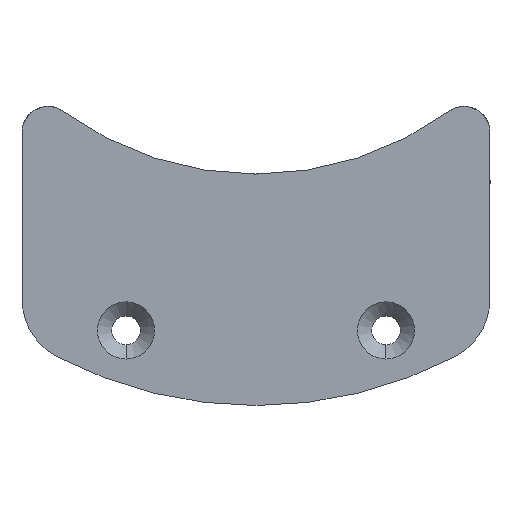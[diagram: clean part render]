
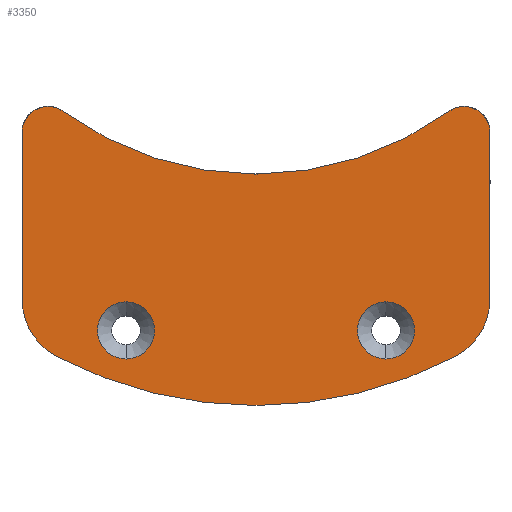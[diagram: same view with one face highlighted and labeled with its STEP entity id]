
A CAD part, front view. The second image highlights one B-rep face of the part: STEP entity #3350.
In plain terms, the highlighted planar face has unit normal (0, -1, 0).
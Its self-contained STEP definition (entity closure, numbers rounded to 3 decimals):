
#173 = CARTESIAN_POINT ( 'NONE',  ( -16., -4.25, -8.996 ) ) ;
#194 = CIRCLE ( 'NONE', #2016, 33. ) ;
#199 = CARTESIAN_POINT ( 'NONE',  ( 16., -4.25, -8.996 ) ) ;
#214 = DIRECTION ( 'NONE',  ( 0., -1., 0. ) ) ;
#286 = EDGE_CURVE ( 'NONE', #2894, #4567, #4226, .T. ) ;
#326 = DIRECTION ( 'NONE',  ( 0., 0., 1. ) ) ;
#332 = AXIS2_PLACEMENT_3D ( 'NONE', #1356, #4284, #3003 ) ;
#377 = DIRECTION ( 'NONE',  ( 0., -1., 0. ) ) ;
#395 = CARTESIAN_POINT ( 'NONE',  ( 16., -4.25, -6.996 ) ) ;
#403 = AXIS2_PLACEMENT_3D ( 'NONE', #2550, #1414, #4313 ) ;
#434 = CARTESIAN_POINT ( 'NONE',  ( 10., -4.25, -22.021 ) ) ;
#435 = DIRECTION ( 'NONE',  ( 0., 0., -1. ) ) ;
#459 = DIRECTION ( 'NONE',  ( 0., 0., -1. ) ) ;
#478 = EDGE_CURVE ( 'NONE', #3827, #1805, #194, .T. ) ;
#693 = EDGE_CURVE ( 'NONE', #1008, #4567, #1863, .T. ) ;
#748 = CARTESIAN_POINT ( 'NONE',  ( 10., -4.25, -26.421 ) ) ;
#894 = CARTESIAN_POINT ( 'NONE',  ( 16., -4.25, -8.996 ) ) ;
#910 = CARTESIAN_POINT ( 'NONE',  ( 10., -4.25, -24.221 ) ) ;
#943 = CARTESIAN_POINT ( 'NONE',  ( 0., -4.25, 3. ) ) ;
#1000 = DIRECTION ( 'NONE',  ( 0., 0., -1. ) ) ;
#1008 = VERTEX_POINT ( 'NONE', #395 ) ;
#1015 = ORIENTED_EDGE ( 'NONE', *, *, #2614, .T. ) ;
#1068 = LINE ( 'NONE', #2882, #3471 ) ;
#1119 = CARTESIAN_POINT ( 'NONE',  ( -10., -4.25, -26.421 ) ) ;
#1153 = VERTEX_POINT ( 'NONE', #1293 ) ;
#1217 = EDGE_CURVE ( 'NONE', #4680, #2733, #2431, .T. ) ;
#1246 = AXIS2_PLACEMENT_3D ( 'NONE', #894, #2034, #2817 ) ;
#1293 = CARTESIAN_POINT ( 'NONE',  ( -15.321, -4.25, -26.228 ) ) ;
#1335 = DIRECTION ( 'NONE',  ( 0., 0., -1. ) ) ;
#1339 = EDGE_CURVE ( 'NONE', #1153, #3827, #1858, .T. ) ;
#1356 = CARTESIAN_POINT ( 'NONE',  ( 13., -4.25, -21.799 ) ) ;
#1414 = DIRECTION ( 'NONE',  ( 0., -1., 0. ) ) ;
#1525 = CARTESIAN_POINT ( 'NONE',  ( -13., -4.25, -21.799 ) ) ;
#1546 = VERTEX_POINT ( 'NONE', #1748 ) ;
#1551 = AXIS2_PLACEMENT_3D ( 'NONE', #4037, #377, #2959 ) ;
#1640 = EDGE_LOOP ( 'NONE', ( #4335, #2291, #2788, #3281, #1724, #2311, #2070, #2263, #1015, #4637, #4633 ) ) ;
#1647 = DIRECTION ( 'NONE',  ( 0., 0., -1. ) ) ;
#1674 = CARTESIAN_POINT ( 'NONE',  ( -18., -4.25, -21.799 ) ) ;
#1706 = EDGE_CURVE ( 'NONE', #2981, #2811, #3621, .T. ) ;
#1709 = CARTESIAN_POINT ( 'NONE',  ( 18., -4.25, -21.799 ) ) ;
#1711 = AXIS2_PLACEMENT_3D ( 'NONE', #1525, #3711, #435 ) ;
#1717 = VERTEX_POINT ( 'NONE', #748 ) ;
#1724 = ORIENTED_EDGE ( 'NONE', *, *, #3699, .T. ) ;
#1748 = CARTESIAN_POINT ( 'NONE',  ( 18., -4.25, -8.996 ) ) ;
#1763 = ORIENTED_EDGE ( 'NONE', *, *, #3055, .F. ) ;
#1805 = VERTEX_POINT ( 'NONE', #2708 ) ;
#1829 = CIRCLE ( 'NONE', #2608, 2.2 ) ;
#1858 = CIRCLE ( 'NONE', #403, 33. ) ;
#1863 = CIRCLE ( 'NONE', #1246, 2. ) ;
#1964 = EDGE_CURVE ( 'NONE', #1717, #3675, #1829, .T. ) ;
#1967 = FACE_BOUND ( 'NONE', #2411, .T. ) ;
#2003 = AXIS2_PLACEMENT_3D ( 'NONE', #199, #4507, #1647 ) ;
#2016 = AXIS2_PLACEMENT_3D ( 'NONE', #943, #4534, #3787 ) ;
#2034 = DIRECTION ( 'NONE',  ( 0., -1., 0. ) ) ;
#2070 = ORIENTED_EDGE ( 'NONE', *, *, #286, .F. ) ;
#2226 = CIRCLE ( 'NONE', #2003, 2. ) ;
#2240 = CIRCLE ( 'NONE', #2790, 2. ) ;
#2263 = ORIENTED_EDGE ( 'NONE', *, *, #4685, .T. ) ;
#2291 = ORIENTED_EDGE ( 'NONE', *, *, #478, .T. ) ;
#2311 = ORIENTED_EDGE ( 'NONE', *, *, #693, .T. ) ;
#2342 = DIRECTION ( 'NONE',  ( 0., -1., 0. ) ) ;
#2411 = EDGE_LOOP ( 'NONE', ( #2842, #3751 ) ) ;
#2431 = LINE ( 'NONE', #2774, #3005 ) ;
#2478 = CARTESIAN_POINT ( 'NONE',  ( -16., -4.25, -6.996 ) ) ;
#2526 = CARTESIAN_POINT ( 'NONE',  ( -10., -4.25, -24.221 ) ) ;
#2550 = CARTESIAN_POINT ( 'NONE',  ( 0., -4.25, 3. ) ) ;
#2608 = AXIS2_PLACEMENT_3D ( 'NONE', #910, #214, #3144 ) ;
#2614 = EDGE_CURVE ( 'NONE', #3572, #4680, #4668, .T. ) ;
#2646 = DIRECTION ( 'NONE',  ( 0., -1., 0. ) ) ;
#2708 = CARTESIAN_POINT ( 'NONE',  ( 15.321, -4.25, -26.228 ) ) ;
#2733 = VERTEX_POINT ( 'NONE', #1674 ) ;
#2774 = CARTESIAN_POINT ( 'NONE',  ( -18., -4.25, 3. ) ) ;
#2788 = ORIENTED_EDGE ( 'NONE', *, *, #3581, .T. ) ;
#2790 = AXIS2_PLACEMENT_3D ( 'NONE', #173, #2342, #3811 ) ;
#2795 = DIRECTION ( 'NONE',  ( 0., -1., 0. ) ) ;
#2811 = VERTEX_POINT ( 'NONE', #1119 ) ;
#2817 = DIRECTION ( 'NONE',  ( 0., 0., -1. ) ) ;
#2842 = ORIENTED_EDGE ( 'NONE', *, *, #1964, .F. ) ;
#2882 = CARTESIAN_POINT ( 'NONE',  ( 18., -4.25, 3. ) ) ;
#2894 = VERTEX_POINT ( 'NONE', #4545 ) ;
#2901 = DIRECTION ( 'NONE',  ( 0., -1., 0. ) ) ;
#2959 = DIRECTION ( 'NONE',  ( 0., 0., -1. ) ) ;
#2981 = VERTEX_POINT ( 'NONE', #4518 ) ;
#3003 = DIRECTION ( 'NONE',  ( 0., 0., -1. ) ) ;
#3005 = VECTOR ( 'NONE', #4498, 1000. ) ;
#3013 = CIRCLE ( 'NONE', #332, 5. ) ;
#3036 = PLANE ( 'NONE',  #3766 ) ;
#3055 = EDGE_CURVE ( 'NONE', #2811, #2981, #4525, .T. ) ;
#3094 = VERTEX_POINT ( 'NONE', #1709 ) ;
#3134 = CARTESIAN_POINT ( 'NONE',  ( 0., -4.25, 3. ) ) ;
#3144 = DIRECTION ( 'NONE',  ( 0., 0., -1. ) ) ;
#3245 = CIRCLE ( 'NONE', #1711, 5. ) ;
#3281 = ORIENTED_EDGE ( 'NONE', *, *, #4131, .T. ) ;
#3322 = AXIS2_PLACEMENT_3D ( 'NONE', #2526, #2901, #1000 ) ;
#3328 = ORIENTED_EDGE ( 'NONE', *, *, #1706, .F. ) ;
#3350 = ADVANCED_FACE ( 'NONE', ( #1967, #3505, #4511 ), #3036, .T. ) ;
#3358 = CARTESIAN_POINT ( 'NONE',  ( 0., -4.25, 13. ) ) ;
#3436 = EDGE_CURVE ( 'NONE', #3675, #1717, #3682, .T. ) ;
#3437 = CARTESIAN_POINT ( 'NONE',  ( -16., -4.25, -8.996 ) ) ;
#3450 = AXIS2_PLACEMENT_3D ( 'NONE', #3437, #2795, #4165 ) ;
#3471 = VECTOR ( 'NONE', #326, 1000. ) ;
#3505 = FACE_BOUND ( 'NONE', #3543, .T. ) ;
#3543 = EDGE_LOOP ( 'NONE', ( #1763, #3328 ) ) ;
#3572 = VERTEX_POINT ( 'NONE', #2478 ) ;
#3581 = EDGE_CURVE ( 'NONE', #1805, #3094, #3013, .T. ) ;
#3611 = AXIS2_PLACEMENT_3D ( 'NONE', #3939, #4622, #1335 ) ;
#3621 = CIRCLE ( 'NONE', #1551, 2.2 ) ;
#3675 = VERTEX_POINT ( 'NONE', #434 ) ;
#3682 = CIRCLE ( 'NONE', #3611, 2.2 ) ;
#3699 = EDGE_CURVE ( 'NONE', #1546, #1008, #2226, .T. ) ;
#3711 = DIRECTION ( 'NONE',  ( 0., -1., 0. ) ) ;
#3738 = CARTESIAN_POINT ( 'NONE',  ( 14.824, -4.25, -7.379 ) ) ;
#3751 = ORIENTED_EDGE ( 'NONE', *, *, #3436, .F. ) ;
#3766 = AXIS2_PLACEMENT_3D ( 'NONE', #3134, #3836, #3817 ) ;
#3787 = DIRECTION ( 'NONE',  ( 0., 0., -1. ) ) ;
#3811 = DIRECTION ( 'NONE',  ( 0., 0., -1. ) ) ;
#3817 = DIRECTION ( 'NONE',  ( 0., 0., -1. ) ) ;
#3827 = VERTEX_POINT ( 'NONE', #4275 ) ;
#3836 = DIRECTION ( 'NONE',  ( 0., -1., 0. ) ) ;
#3939 = CARTESIAN_POINT ( 'NONE',  ( 10., -4.25, -24.221 ) ) ;
#4037 = CARTESIAN_POINT ( 'NONE',  ( -10., -4.25, -24.221 ) ) ;
#4076 = AXIS2_PLACEMENT_3D ( 'NONE', #3358, #2646, #459 ) ;
#4131 = EDGE_CURVE ( 'NONE', #3094, #1546, #1068, .T. ) ;
#4158 = CARTESIAN_POINT ( 'NONE',  ( -18., -4.25, -8.996 ) ) ;
#4165 = DIRECTION ( 'NONE',  ( 0., 0., -1. ) ) ;
#4226 = CIRCLE ( 'NONE', #4076, 25.2 ) ;
#4275 = CARTESIAN_POINT ( 'NONE',  ( 0., -4.25, -30. ) ) ;
#4284 = DIRECTION ( 'NONE',  ( 0., -1., 0. ) ) ;
#4313 = DIRECTION ( 'NONE',  ( 0., 0., -1. ) ) ;
#4335 = ORIENTED_EDGE ( 'NONE', *, *, #1339, .T. ) ;
#4498 = DIRECTION ( 'NONE',  ( 0., 0., -1. ) ) ;
#4507 = DIRECTION ( 'NONE',  ( 0., -1., 0. ) ) ;
#4511 = FACE_OUTER_BOUND ( 'NONE', #1640, .T. ) ;
#4518 = CARTESIAN_POINT ( 'NONE',  ( -10., -4.25, -22.021 ) ) ;
#4525 = CIRCLE ( 'NONE', #3322, 2.2 ) ;
#4534 = DIRECTION ( 'NONE',  ( 0., -1., 0. ) ) ;
#4545 = CARTESIAN_POINT ( 'NONE',  ( -14.824, -4.25, -7.379 ) ) ;
#4549 = EDGE_CURVE ( 'NONE', #2733, #1153, #3245, .T. ) ;
#4567 = VERTEX_POINT ( 'NONE', #3738 ) ;
#4622 = DIRECTION ( 'NONE',  ( 0., -1., 0. ) ) ;
#4633 = ORIENTED_EDGE ( 'NONE', *, *, #4549, .T. ) ;
#4637 = ORIENTED_EDGE ( 'NONE', *, *, #1217, .T. ) ;
#4668 = CIRCLE ( 'NONE', #3450, 2. ) ;
#4680 = VERTEX_POINT ( 'NONE', #4158 ) ;
#4685 = EDGE_CURVE ( 'NONE', #2894, #3572, #2240, .T. ) ;
